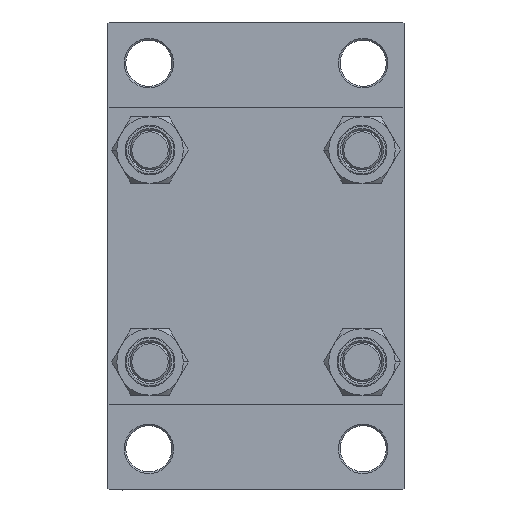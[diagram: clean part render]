
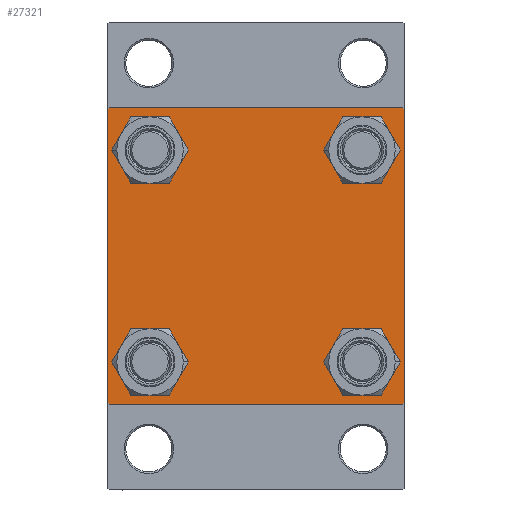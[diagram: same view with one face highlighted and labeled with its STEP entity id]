
A CAD part, left-side view. The second image highlights one B-rep face of the part: STEP entity #27321.
In plain terms, the highlighted planar face has unit normal (-1, 0, 0).
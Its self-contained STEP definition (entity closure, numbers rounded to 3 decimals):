
#223 = AXIS2_PLACEMENT_3D ( 'NONE', #3267, #6662, #3029 ) ;
#246 = DIRECTION ( 'NONE',  ( 0., -1., 0. ) ) ;
#286 = AXIS2_PLACEMENT_3D ( 'NONE', #21823, #43850, #32244 ) ;
#369 = EDGE_CURVE ( 'NONE', #32183, #26404, #8974, .T. ) ;
#586 = VECTOR ( 'NONE', #17427, 1000. ) ;
#767 = CARTESIAN_POINT ( 'NONE',  ( 0., -44.75, -44.75 ) ) ;
#907 = CARTESIAN_POINT ( 'NONE',  ( 0., -44.5, -45. ) ) ;
#1335 = VERTEX_POINT ( 'NONE', #24449 ) ;
#1379 = CARTESIAN_POINT ( 'NONE',  ( 0., 44.5, 45. ) ) ;
#2597 = ORIENTED_EDGE ( 'NONE', *, *, #29199, .T. ) ;
#3029 = DIRECTION ( 'NONE',  ( 0., 0., 1. ) ) ;
#3267 = CARTESIAN_POINT ( 'NONE',  ( 0., -32.15, -32.15 ) ) ;
#3274 = AXIS2_PLACEMENT_3D ( 'NONE', #21074, #35826, #26738 ) ;
#3291 = EDGE_CURVE ( 'NONE', #17081, #11563, #18986, .T. ) ;
#3292 = EDGE_LOOP ( 'NONE', ( #16023, #40285, #11401, #31275, #7762, #34446, #41128, #30227 ) ) ;
#4040 = LINE ( 'NONE', #22921, #4736 ) ;
#4416 = DIRECTION ( 'NONE',  ( 0., 0., -1. ) ) ;
#4736 = VECTOR ( 'NONE', #33571, 1000. ) ;
#4771 = DIRECTION ( 'NONE',  ( 1., 0., 0. ) ) ;
#5257 = CARTESIAN_POINT ( 'NONE',  ( 0., 32.15, -25.65 ) ) ;
#5530 = EDGE_CURVE ( 'NONE', #15855, #13156, #14061, .T. ) ;
#5858 = VECTOR ( 'NONE', #23040, 1000. ) ;
#6000 = CARTESIAN_POINT ( 'NONE',  ( 0., -32.15, 32.15 ) ) ;
#6087 = ORIENTED_EDGE ( 'NONE', *, *, #24035, .T. ) ;
#6136 = DIRECTION ( 'NONE',  ( 1., 0., 0. ) ) ;
#6476 = CIRCLE ( 'NONE', #286, 6.5 ) ;
#6662 = DIRECTION ( 'NONE',  ( 1., 0., 0. ) ) ;
#7565 = CARTESIAN_POINT ( 'NONE',  ( 0., 44.75, 44.75 ) ) ;
#7691 = PLANE ( 'NONE',  #17974 ) ;
#7762 = ORIENTED_EDGE ( 'NONE', *, *, #35299, .F. ) ;
#7900 = ORIENTED_EDGE ( 'NONE', *, *, #30245, .T. ) ;
#7936 = FACE_BOUND ( 'NONE', #20415, .T. ) ;
#8340 = EDGE_CURVE ( 'NONE', #9593, #28719, #22797, .T. ) ;
#8974 = CIRCLE ( 'NONE', #39838, 6.5 ) ;
#9593 = VERTEX_POINT ( 'NONE', #39422 ) ;
#9934 = CARTESIAN_POINT ( 'NONE',  ( 0., 45., 45. ) ) ;
#10394 = CIRCLE ( 'NONE', #27396, 6.5 ) ;
#11401 = ORIENTED_EDGE ( 'NONE', *, *, #5530, .T. ) ;
#11563 = VERTEX_POINT ( 'NONE', #43102 ) ;
#11795 = CARTESIAN_POINT ( 'NONE',  ( 0., 32.15, -32.15 ) ) ;
#11917 = CARTESIAN_POINT ( 'NONE',  ( 0., -45., 45. ) ) ;
#12092 = DIRECTION ( 'NONE',  ( 0., 0., 1. ) ) ;
#12833 = DIRECTION ( 'NONE',  ( 1., 0., 0. ) ) ;
#12918 = CARTESIAN_POINT ( 'NONE',  ( 0., -32.15, -32.15 ) ) ;
#13156 = VERTEX_POINT ( 'NONE', #907 ) ;
#13283 = VERTEX_POINT ( 'NONE', #5257 ) ;
#13322 = CIRCLE ( 'NONE', #3274, 6.5 ) ;
#13949 = CARTESIAN_POINT ( 'NONE',  ( 0., 44.5, -45. ) ) ;
#14026 = VERTEX_POINT ( 'NONE', #25857 ) ;
#14061 = LINE ( 'NONE', #26145, #47663 ) ;
#14468 = DIRECTION ( 'NONE',  ( -1., 0., 0. ) ) ;
#14987 = CARTESIAN_POINT ( 'NONE',  ( 0., 45., -44.5 ) ) ;
#15309 = ORIENTED_EDGE ( 'NONE', *, *, #3291, .T. ) ;
#15855 = VERTEX_POINT ( 'NONE', #13949 ) ;
#16023 = ORIENTED_EDGE ( 'NONE', *, *, #8340, .T. ) ;
#16440 = ORIENTED_EDGE ( 'NONE', *, *, #25577, .T. ) ;
#16803 = CARTESIAN_POINT ( 'NONE',  ( 0., 32.15, -38.65 ) ) ;
#17081 = VERTEX_POINT ( 'NONE', #35201 ) ;
#17427 = DIRECTION ( 'NONE',  ( 0., 0., -1. ) ) ;
#17974 = AXIS2_PLACEMENT_3D ( 'NONE', #32875, #14468, #21971 ) ;
#18270 = CARTESIAN_POINT ( 'NONE',  ( 0., -44.5, 45. ) ) ;
#18607 = EDGE_LOOP ( 'NONE', ( #6087, #37966 ) ) ;
#18986 = CIRCLE ( 'NONE', #39076, 6.5 ) ;
#19052 = DIRECTION ( 'NONE',  ( 0., 0.707, 0.707 ) ) ;
#19540 = DIRECTION ( 'NONE',  ( 0., 0., 1. ) ) ;
#19757 = LINE ( 'NONE', #41076, #46019 ) ;
#19835 = DIRECTION ( 'NONE',  ( 1., 0., 0. ) ) ;
#19920 = CARTESIAN_POINT ( 'NONE',  ( 0., -32.15, -25.65 ) ) ;
#19983 = VERTEX_POINT ( 'NONE', #21775 ) ;
#20283 = EDGE_CURVE ( 'NONE', #28719, #15855, #4040, .T. ) ;
#20415 = EDGE_LOOP ( 'NONE', ( #22821, #2597 ) ) ;
#21074 = CARTESIAN_POINT ( 'NONE',  ( 0., 32.15, 32.15 ) ) ;
#21730 = FACE_BOUND ( 'NONE', #18607, .T. ) ;
#21775 = CARTESIAN_POINT ( 'NONE',  ( 0., -45., -44.5 ) ) ;
#21823 = CARTESIAN_POINT ( 'NONE',  ( 0., 32.15, -32.15 ) ) ;
#21971 = DIRECTION ( 'NONE',  ( 0., 0., 1. ) ) ;
#22797 = LINE ( 'NONE', #9934, #586 ) ;
#22821 = ORIENTED_EDGE ( 'NONE', *, *, #31386, .T. ) ;
#22921 = CARTESIAN_POINT ( 'NONE',  ( 0., 44.75, -44.75 ) ) ;
#23040 = DIRECTION ( 'NONE',  ( 0., 0.707, -0.707 ) ) ;
#23932 = EDGE_CURVE ( 'NONE', #29917, #45463, #38075, .T. ) ;
#24035 = EDGE_CURVE ( 'NONE', #13283, #40233, #6476, .T. ) ;
#24260 = VECTOR ( 'NONE', #27183, 1000. ) ;
#24449 = CARTESIAN_POINT ( 'NONE',  ( 0., -45., 44.5 ) ) ;
#25577 = EDGE_CURVE ( 'NONE', #26404, #32183, #41118, .T. ) ;
#25857 = CARTESIAN_POINT ( 'NONE',  ( 0., -32.15, -38.65 ) ) ;
#26145 = CARTESIAN_POINT ( 'NONE',  ( 0., 45., -45. ) ) ;
#26189 = LINE ( 'NONE', #7565, #5858 ) ;
#26388 = AXIS2_PLACEMENT_3D ( 'NONE', #6000, #42551, #38918 ) ;
#26404 = VERTEX_POINT ( 'NONE', #35276 ) ;
#26738 = DIRECTION ( 'NONE',  ( 0., 0., 1. ) ) ;
#27183 = DIRECTION ( 'NONE',  ( 0., -1., 0. ) ) ;
#27321 = ADVANCED_FACE ( 'NONE', ( #37214, #7936, #21730, #40853, #29251 ), #7691, .T. ) ;
#27396 = AXIS2_PLACEMENT_3D ( 'NONE', #11795, #4771, #19540 ) ;
#28719 = VERTEX_POINT ( 'NONE', #14987 ) ;
#29199 = EDGE_CURVE ( 'NONE', #14026, #40446, #41115, .T. ) ;
#29251 = FACE_OUTER_BOUND ( 'NONE', #3292, .T. ) ;
#29358 = LINE ( 'NONE', #767, #31916 ) ;
#29917 = VERTEX_POINT ( 'NONE', #1379 ) ;
#30227 = ORIENTED_EDGE ( 'NONE', *, *, #37560, .T. ) ;
#30245 = EDGE_CURVE ( 'NONE', #11563, #17081, #13322, .T. ) ;
#30376 = CIRCLE ( 'NONE', #223, 6.5 ) ;
#31087 = DIRECTION ( 'NONE',  ( 0., 0., 1. ) ) ;
#31275 = ORIENTED_EDGE ( 'NONE', *, *, #31922, .T. ) ;
#31386 = EDGE_CURVE ( 'NONE', #40446, #14026, #30376, .T. ) ;
#31916 = VECTOR ( 'NONE', #36844, 1000. ) ;
#31922 = EDGE_CURVE ( 'NONE', #13156, #19983, #29358, .T. ) ;
#32183 = VERTEX_POINT ( 'NONE', #36961 ) ;
#32244 = DIRECTION ( 'NONE',  ( 0., 0., 1. ) ) ;
#32875 = CARTESIAN_POINT ( 'NONE',  ( 0., 0., 0. ) ) ;
#33571 = DIRECTION ( 'NONE',  ( 0., -0.707, -0.707 ) ) ;
#33770 = EDGE_LOOP ( 'NONE', ( #16440, #42415 ) ) ;
#33948 = LINE ( 'NONE', #11917, #35902 ) ;
#34446 = ORIENTED_EDGE ( 'NONE', *, *, #36997, .T. ) ;
#34899 = EDGE_CURVE ( 'NONE', #40233, #13283, #10394, .T. ) ;
#35201 = CARTESIAN_POINT ( 'NONE',  ( 0., 32.15, 38.65 ) ) ;
#35276 = CARTESIAN_POINT ( 'NONE',  ( 0., -32.15, 38.65 ) ) ;
#35299 = EDGE_CURVE ( 'NONE', #1335, #19983, #33948, .T. ) ;
#35826 = DIRECTION ( 'NONE',  ( 1., 0., 0. ) ) ;
#35888 = EDGE_LOOP ( 'NONE', ( #15309, #7900 ) ) ;
#35902 = VECTOR ( 'NONE', #4416, 1000. ) ;
#36471 = AXIS2_PLACEMENT_3D ( 'NONE', #12918, #6136, #31087 ) ;
#36844 = DIRECTION ( 'NONE',  ( 0., -0.707, 0.707 ) ) ;
#36961 = CARTESIAN_POINT ( 'NONE',  ( 0., -32.15, 25.65 ) ) ;
#36997 = EDGE_CURVE ( 'NONE', #1335, #45463, #19757, .T. ) ;
#37214 = FACE_BOUND ( 'NONE', #33770, .T. ) ;
#37560 = EDGE_CURVE ( 'NONE', #29917, #9593, #26189, .T. ) ;
#37966 = ORIENTED_EDGE ( 'NONE', *, *, #34899, .T. ) ;
#38075 = LINE ( 'NONE', #38781, #24260 ) ;
#38781 = CARTESIAN_POINT ( 'NONE',  ( 0., 45., 45. ) ) ;
#38918 = DIRECTION ( 'NONE',  ( 0., 0., 1. ) ) ;
#39076 = AXIS2_PLACEMENT_3D ( 'NONE', #41150, #19835, #12092 ) ;
#39422 = CARTESIAN_POINT ( 'NONE',  ( 0., 45., 44.5 ) ) ;
#39838 = AXIS2_PLACEMENT_3D ( 'NONE', #46002, #12833, #41658 ) ;
#40233 = VERTEX_POINT ( 'NONE', #16803 ) ;
#40285 = ORIENTED_EDGE ( 'NONE', *, *, #20283, .T. ) ;
#40446 = VERTEX_POINT ( 'NONE', #19920 ) ;
#40853 = FACE_BOUND ( 'NONE', #35888, .T. ) ;
#41076 = CARTESIAN_POINT ( 'NONE',  ( 0., -44.75, 44.75 ) ) ;
#41115 = CIRCLE ( 'NONE', #36471, 6.5 ) ;
#41118 = CIRCLE ( 'NONE', #26388, 6.5 ) ;
#41128 = ORIENTED_EDGE ( 'NONE', *, *, #23932, .F. ) ;
#41150 = CARTESIAN_POINT ( 'NONE',  ( 0., 32.15, 32.15 ) ) ;
#41658 = DIRECTION ( 'NONE',  ( 0., 0., 1. ) ) ;
#42415 = ORIENTED_EDGE ( 'NONE', *, *, #369, .T. ) ;
#42551 = DIRECTION ( 'NONE',  ( 1., 0., 0. ) ) ;
#43102 = CARTESIAN_POINT ( 'NONE',  ( 0., 32.15, 25.65 ) ) ;
#43850 = DIRECTION ( 'NONE',  ( 1., 0., 0. ) ) ;
#45463 = VERTEX_POINT ( 'NONE', #18270 ) ;
#46002 = CARTESIAN_POINT ( 'NONE',  ( 0., -32.15, 32.15 ) ) ;
#46019 = VECTOR ( 'NONE', #19052, 1000. ) ;
#47663 = VECTOR ( 'NONE', #246, 1000. ) ;
